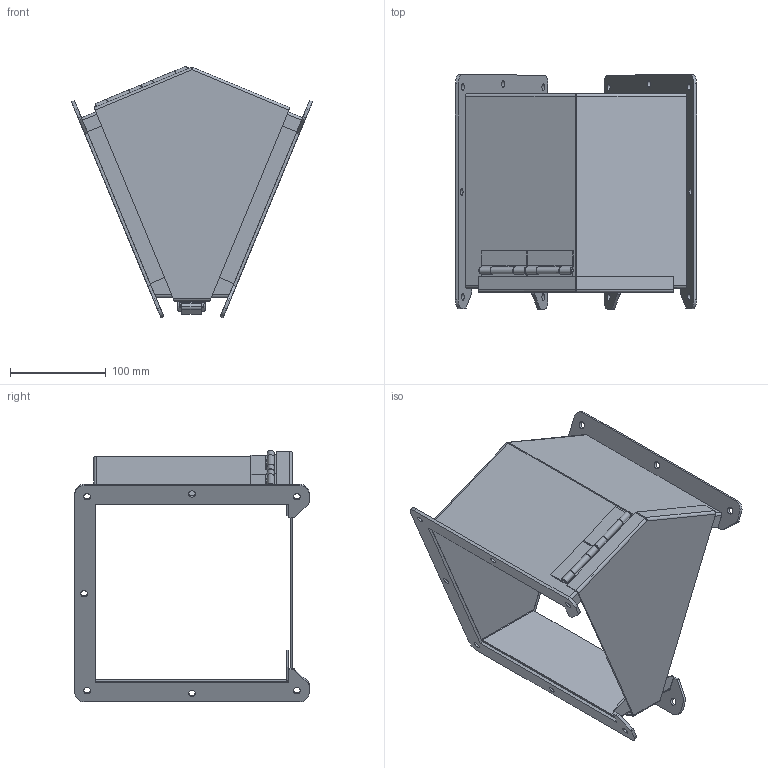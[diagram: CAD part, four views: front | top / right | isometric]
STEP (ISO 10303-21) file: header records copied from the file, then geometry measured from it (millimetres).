
FILE_DESCRIPTION (( 'STEP AP203' ), '1' );
FILE_NAME ('1485E4N.step', '2020-11-19T14:39:30', ( 'ADC123' ), ( 'Microsoft' ), 'SwSTEP 2.0', 'SolidWorks 2019', '' );
FILE_SCHEMA (( 'CONFIG_CONTROL_DESIGN' ));
Length unit declared in the file: inch
Products named in the file (1): 1485E4N
Bounding box: 251.76 x 244.47 x 262.93 mm (x, y, z)
Volume: 358365.3 mm3; surface area: 367063.1 mm2
Topology: 13 solids, 13 shells, 317 faces, 823 edges, 530 vertices
Faces by surface type: plane 187, cylinder 116, bspline 14
Full cylindrical faces by diameter (mm): 3.175 x3, 3.302 x2, 3.969 x2, 4.166 x2, 4.763 x3, 7.137 x14
Entity records: 10372 total; most frequent: CARTESIAN_POINT 2553, DIRECTION 1583, ORIENTED_EDGE 1576, EDGE_CURVE 788, VECTOR 541, LINE 541, VERTEX_POINT 529, AXIS2_PLACEMENT_3D 521
